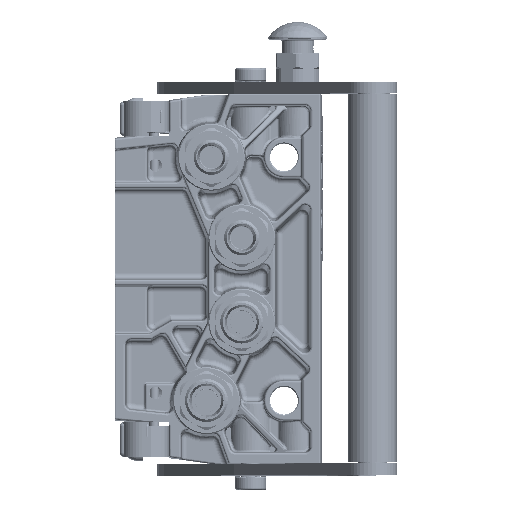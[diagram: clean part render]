
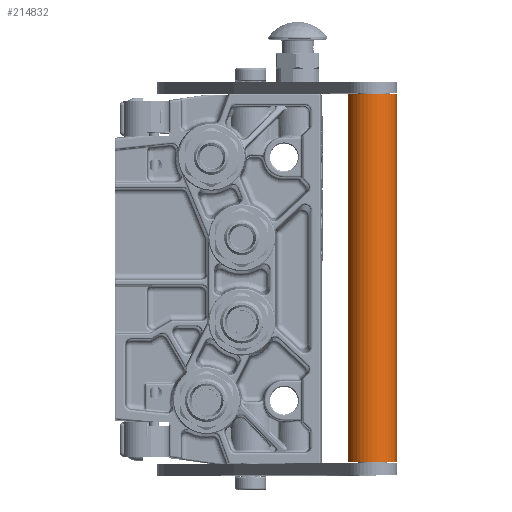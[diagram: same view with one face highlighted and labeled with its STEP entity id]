
A CAD part, top view. The second image highlights one B-rep face of the part: STEP entity #214832.
In plain terms, the highlighted cylindrical face has radius 12.5 mm (diameter 25 mm), a partial arc.
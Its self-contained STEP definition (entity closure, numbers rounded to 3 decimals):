
#5179 = ORIENTED_EDGE ( 'NONE', *, *, #55683, .T. ) ;
#9176 = EDGE_CURVE ( 'NONE', #136265, #112783, #162366, .T. ) ;
#24204 = VERTEX_POINT ( 'NONE', #107021 ) ;
#29869 = CARTESIAN_POINT ( 'NONE',  ( 4.5, 0., 12.5 ) ) ;
#36991 = LINE ( 'NONE', #156682, #99282 ) ;
#38423 = DIRECTION ( 'NONE',  ( 0., 0., -1. ) ) ;
#43397 = EDGE_CURVE ( 'NONE', #134426, #136265, #62499, .T. ) ;
#44839 = ORIENTED_EDGE ( 'NONE', *, *, #56599, .T. ) ;
#47295 = DIRECTION ( 'NONE',  ( -1., 0., 0. ) ) ;
#55683 = EDGE_CURVE ( 'NONE', #24204, #112783, #154506, .T. ) ;
#55789 = DIRECTION ( 'NONE',  ( 1., 0., 0. ) ) ;
#56599 = EDGE_CURVE ( 'NONE', #134426, #24204, #36991, .T. ) ;
#57741 = CARTESIAN_POINT ( 'NONE',  ( 192., 0., 0. ) ) ;
#59095 = DIRECTION ( 'NONE',  ( -1., 0., 0. ) ) ;
#62499 = CIRCLE ( 'NONE', #117986, 12.5 ) ;
#73704 = AXIS2_PLACEMENT_3D ( 'NONE', #155521, #55789, #38423 ) ;
#74668 = ORIENTED_EDGE ( 'NONE', *, *, #43397, .F. ) ;
#85907 = ORIENTED_EDGE ( 'NONE', *, *, #9176, .F. ) ;
#89614 = CARTESIAN_POINT ( 'NONE',  ( 192., 0., -12.5 ) ) ;
#93081 = DIRECTION ( 'NONE',  ( 0., 0., 1. ) ) ;
#99282 = VECTOR ( 'NONE', #59095, 1000. ) ;
#107021 = CARTESIAN_POINT ( 'NONE',  ( 4.5, 0., -12.5 ) ) ;
#112783 = VERTEX_POINT ( 'NONE', #29869 ) ;
#117986 = AXIS2_PLACEMENT_3D ( 'NONE', #57741, #193187, #176443 ) ;
#134426 = VERTEX_POINT ( 'NONE', #89614 ) ;
#136265 = VERTEX_POINT ( 'NONE', #171491 ) ;
#154506 = CIRCLE ( 'NONE', #73704, 12.5 ) ;
#155521 = CARTESIAN_POINT ( 'NONE',  ( 4.5, 0., 0. ) ) ;
#156647 = FACE_OUTER_BOUND ( 'NONE', #159108, .T. ) ;
#156682 = CARTESIAN_POINT ( 'NONE',  ( 192., 0., -12.5 ) ) ;
#159108 = EDGE_LOOP ( 'NONE', ( #5179, #85907, #74668, #44839 ) ) ;
#162366 = LINE ( 'NONE', #179825, #196312 ) ;
#171491 = CARTESIAN_POINT ( 'NONE',  ( 192., 0., 12.5 ) ) ;
#173297 = CARTESIAN_POINT ( 'NONE',  ( -9.825, 0., 0. ) ) ;
#174835 = CYLINDRICAL_SURFACE ( 'NONE', #189445, 12.5 ) ;
#176443 = DIRECTION ( 'NONE',  ( 0., 0., -1. ) ) ;
#179825 = CARTESIAN_POINT ( 'NONE',  ( 192., 0., 12.5 ) ) ;
#189445 = AXIS2_PLACEMENT_3D ( 'NONE', #173297, #208943, #93081 ) ;
#193187 = DIRECTION ( 'NONE',  ( 1., 0., 0. ) ) ;
#196312 = VECTOR ( 'NONE', #47295, 1000. ) ;
#208943 = DIRECTION ( 'NONE',  ( -1., 0., 0. ) ) ;
#214832 = ADVANCED_FACE ( 'NONE', ( #156647 ), #174835, .T. ) ;
